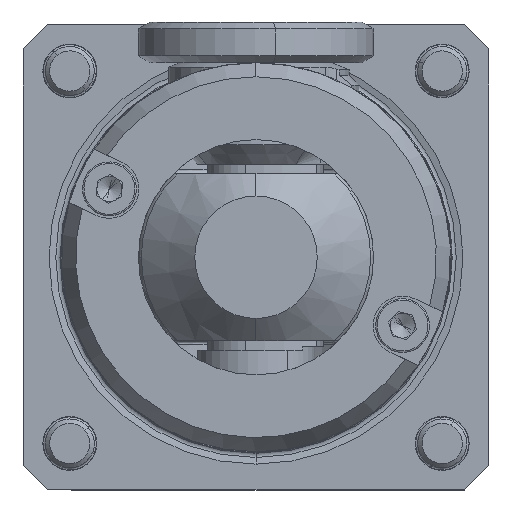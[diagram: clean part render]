
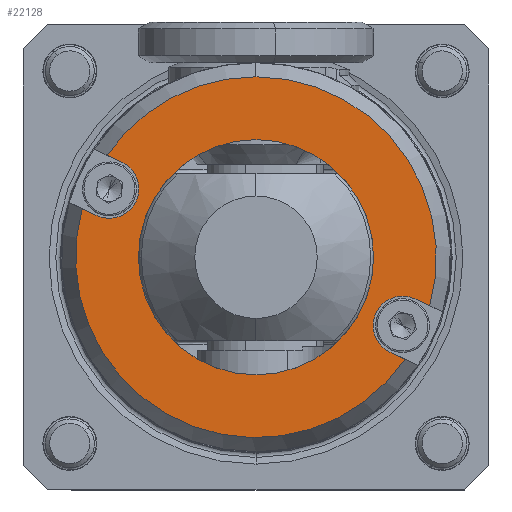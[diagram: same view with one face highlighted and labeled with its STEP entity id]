
A CAD part, left-side view. The second image highlights one B-rep face of the part: STEP entity #22128.
In plain terms, the highlighted planar face has unit normal (-1, 0, 0).
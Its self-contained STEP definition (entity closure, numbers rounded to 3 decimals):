
#106 = EDGE_CURVE ( 'NONE', #13673, #21587, #4052, .T. ) ;
#558 = CARTESIAN_POINT ( 'NONE',  ( -58., 12., 0. ) ) ;
#649 = VECTOR ( 'NONE', #26707, 1000. ) ;
#976 = FACE_BOUND ( 'NONE', #10553, .T. ) ;
#1224 = LINE ( 'NONE', #20195, #7546 ) ;
#1496 = CARTESIAN_POINT ( 'NONE',  ( -58., 0., 0. ) ) ;
#1682 = DIRECTION ( 'NONE',  ( 1., 0., 0. ) ) ;
#2075 = CARTESIAN_POINT ( 'NONE',  ( -58., 0., 0. ) ) ;
#2155 = EDGE_CURVE ( 'NONE', #20112, #9016, #12417, .T. ) ;
#2204 = DIRECTION ( 'NONE',  ( 0., 0., -1. ) ) ;
#2743 = CARTESIAN_POINT ( 'NONE',  ( -58., -17.727, -4.956 ) ) ;
#2940 = DIRECTION ( 'NONE',  ( 0., 0., 1. ) ) ;
#3136 = DIRECTION ( 'NONE',  ( 1., 0., 0. ) ) ;
#3216 = EDGE_LOOP ( 'NONE', ( #4966, #4630, #3682, #21665, #3565, #24639, #23783, #24296, #9046, #23193, #23675 ) ) ;
#3274 = CIRCLE ( 'NONE', #28638, 18.407 ) ;
#3565 = ORIENTED_EDGE ( 'NONE', *, *, #28469, .F. ) ;
#3630 = AXIS2_PLACEMENT_3D ( 'NONE', #8693, #25103, #11105 ) ;
#3682 = ORIENTED_EDGE ( 'NONE', *, *, #9301, .F. ) ;
#3783 = DIRECTION ( 'NONE',  ( 0., -0.906, -0.423 ) ) ;
#3885 = CARTESIAN_POINT ( 'NONE',  ( -58., 0., 0. ) ) ;
#4052 = CIRCLE ( 'NONE', #12104, 18.407 ) ;
#4480 = DIRECTION ( 'NONE',  ( 0., 0., -1. ) ) ;
#4630 = ORIENTED_EDGE ( 'NONE', *, *, #27343, .F. ) ;
#4966 = ORIENTED_EDGE ( 'NONE', *, *, #7514, .F. ) ;
#6006 = CARTESIAN_POINT ( 'NONE',  ( -58., 15.191, 10.394 ) ) ;
#6210 = DIRECTION ( 'NONE',  ( 1., 0., 0. ) ) ;
#6250 = DIRECTION ( 'NONE',  ( 0., 0., -1. ) ) ;
#6276 = DIRECTION ( 'NONE',  ( 0., 0., -1. ) ) ;
#7055 = CIRCLE ( 'NONE', #3630, 3. ) ;
#7489 = AXIS2_PLACEMENT_3D ( 'NONE', #28108, #14061, #30433 ) ;
#7494 = CARTESIAN_POINT ( 'NONE',  ( -58., 13.782, 9.737 ) ) ;
#7514 = EDGE_CURVE ( 'NONE', #16144, #19378, #12229, .T. ) ;
#7546 = VECTOR ( 'NONE', #3783, 1000. ) ;
#7789 = CIRCLE ( 'NONE', #7489, 3. ) ;
#8052 = VERTEX_POINT ( 'NONE', #19203 ) ;
#8141 = DIRECTION ( 'NONE',  ( -1., 0., 0. ) ) ;
#8191 = CARTESIAN_POINT ( 'NONE',  ( -58., 0., -18.407 ) ) ;
#8693 = CARTESIAN_POINT ( 'NONE',  ( -58., 14.954, 6.973 ) ) ;
#8788 = LINE ( 'NONE', #7494, #14961 ) ;
#9016 = VERTEX_POINT ( 'NONE', #13574 ) ;
#9046 = ORIENTED_EDGE ( 'NONE', *, *, #24818, .F. ) ;
#9301 = EDGE_CURVE ( 'NONE', #29502, #24269, #8788, .T. ) ;
#9350 = LINE ( 'NONE', #29292, #27346 ) ;
#9484 = CARTESIAN_POINT ( 'NONE',  ( -58., -16.222, -4.254 ) ) ;
#9869 = EDGE_CURVE ( 'NONE', #21587, #29028, #1224, .T. ) ;
#9908 = PLANE ( 'NONE',  #17128 ) ;
#10022 = EDGE_CURVE ( 'NONE', #9016, #20112, #27372, .T. ) ;
#10424 = EDGE_CURVE ( 'NONE', #8052, #29502, #9350, .T. ) ;
#10553 = EDGE_LOOP ( 'NONE', ( #15363, #18460 ) ) ;
#10587 = CARTESIAN_POINT ( 'NONE',  ( -58., 0., -12. ) ) ;
#11105 = DIRECTION ( 'NONE',  ( 0., 0., 1. ) ) ;
#11345 = EDGE_CURVE ( 'NONE', #19378, #26905, #7789, .T. ) ;
#11674 = DIRECTION ( 'NONE',  ( 0., 0.906, 0.423 ) ) ;
#12104 = AXIS2_PLACEMENT_3D ( 'NONE', #29869, #6210, #6250 ) ;
#12229 = LINE ( 'NONE', #25656, #12963 ) ;
#12268 = DIRECTION ( 'NONE',  ( 0., 0.906, 0.423 ) ) ;
#12417 = CIRCLE ( 'NONE', #24098, 12. ) ;
#12718 = CARTESIAN_POINT ( 'NONE',  ( -58., -16.516, -11.012 ) ) ;
#12963 = VECTOR ( 'NONE', #11674, 1000. ) ;
#13574 = CARTESIAN_POINT ( 'NONE',  ( -58., 0., 12. ) ) ;
#13673 = VERTEX_POINT ( 'NONE', #8191 ) ;
#13692 = CARTESIAN_POINT ( 'NONE',  ( -58., 16.222, 4.254 ) ) ;
#14061 = DIRECTION ( 'NONE',  ( -1., 0., 0. ) ) ;
#14961 = VECTOR ( 'NONE', #12268, 1000. ) ;
#15281 = EDGE_CURVE ( 'NONE', #26905, #28333, #21117, .T. ) ;
#15363 = ORIENTED_EDGE ( 'NONE', *, *, #2155, .T. ) ;
#16144 = VERTEX_POINT ( 'NONE', #2743 ) ;
#16587 = CIRCLE ( 'NONE', #26631, 18.407 ) ;
#16821 = CARTESIAN_POINT ( 'NONE',  ( -58., 17.727, 4.956 ) ) ;
#16988 = DIRECTION ( 'NONE',  ( -1., 0., 0. ) ) ;
#17128 = AXIS2_PLACEMENT_3D ( 'NONE', #558, #16988, #2940 ) ;
#17192 = CARTESIAN_POINT ( 'NONE',  ( -58., 0., 0. ) ) ;
#18460 = ORIENTED_EDGE ( 'NONE', *, *, #10022, .T. ) ;
#18527 = DIRECTION ( 'NONE',  ( 1., 0., 0. ) ) ;
#18717 = AXIS2_PLACEMENT_3D ( 'NONE', #22160, #8141, #24552 ) ;
#19203 = CARTESIAN_POINT ( 'NONE',  ( -58., 13.782, 9.735 ) ) ;
#19378 = VERTEX_POINT ( 'NONE', #9484 ) ;
#19553 = DIRECTION ( 'NONE',  ( 0., 0., -1. ) ) ;
#19717 = FACE_OUTER_BOUND ( 'NONE', #3216, .T. ) ;
#20112 = VERTEX_POINT ( 'NONE', #10587 ) ;
#20195 = CARTESIAN_POINT ( 'NONE',  ( -58., 19.051, 5.574 ) ) ;
#20309 = DIRECTION ( 'NONE',  ( 1., 0., 0. ) ) ;
#21117 = CIRCLE ( 'NONE', #18717, 3. ) ;
#21284 = CARTESIAN_POINT ( 'NONE',  ( -58., -14.954, -3.973 ) ) ;
#21567 = AXIS2_PLACEMENT_3D ( 'NONE', #2075, #18527, #4480 ) ;
#21587 = VERTEX_POINT ( 'NONE', #16821 ) ;
#21665 = ORIENTED_EDGE ( 'NONE', *, *, #10424, .F. ) ;
#22128 = ADVANCED_FACE ( 'NONE', ( #19717, #976 ), #9908, .T. ) ;
#22131 = DIRECTION ( 'NONE',  ( 0., -0.269, 0.963 ) ) ;
#22160 = CARTESIAN_POINT ( 'NONE',  ( -58., -14.954, -6.973 ) ) ;
#23151 = VERTEX_POINT ( 'NONE', #29226 ) ;
#23193 = ORIENTED_EDGE ( 'NONE', *, *, #15281, .F. ) ;
#23675 = ORIENTED_EDGE ( 'NONE', *, *, #11345, .F. ) ;
#23783 = ORIENTED_EDGE ( 'NONE', *, *, #106, .F. ) ;
#24098 = AXIS2_PLACEMENT_3D ( 'NONE', #1496, #1682, #2204 ) ;
#24269 = VERTEX_POINT ( 'NONE', #6006 ) ;
#24296 = ORIENTED_EDGE ( 'NONE', *, *, #29307, .F. ) ;
#24552 = DIRECTION ( 'NONE',  ( 0., 0., 1. ) ) ;
#24639 = ORIENTED_EDGE ( 'NONE', *, *, #9869, .F. ) ;
#24818 = EDGE_CURVE ( 'NONE', #28333, #23151, #25672, .T. ) ;
#25103 = DIRECTION ( 'NONE',  ( -1., 0., 0. ) ) ;
#25656 = CARTESIAN_POINT ( 'NONE',  ( -58., -16.222, -4.254 ) ) ;
#25672 = LINE ( 'NONE', #12718, #649 ) ;
#26631 = AXIS2_PLACEMENT_3D ( 'NONE', #3885, #20309, #6276 ) ;
#26707 = DIRECTION ( 'NONE',  ( 0., -0.906, -0.423 ) ) ;
#26905 = VERTEX_POINT ( 'NONE', #21284 ) ;
#26959 = CARTESIAN_POINT ( 'NONE',  ( -58., -13.686, -9.692 ) ) ;
#27343 = EDGE_CURVE ( 'NONE', #24269, #16144, #16587, .T. ) ;
#27346 = VECTOR ( 'NONE', #22131, 1000. ) ;
#27372 = CIRCLE ( 'NONE', #21567, 12. ) ;
#28108 = CARTESIAN_POINT ( 'NONE',  ( -58., -14.954, -6.973 ) ) ;
#28333 = VERTEX_POINT ( 'NONE', #26959 ) ;
#28469 = EDGE_CURVE ( 'NONE', #29028, #8052, #7055, .T. ) ;
#28638 = AXIS2_PLACEMENT_3D ( 'NONE', #17192, #3136, #19553 ) ;
#29028 = VERTEX_POINT ( 'NONE', #13692 ) ;
#29226 = CARTESIAN_POINT ( 'NONE',  ( -58., -15.191, -10.394 ) ) ;
#29292 = CARTESIAN_POINT ( 'NONE',  ( -58., 13.782, 9.735 ) ) ;
#29307 = EDGE_CURVE ( 'NONE', #23151, #13673, #3274, .T. ) ;
#29502 = VERTEX_POINT ( 'NONE', #29835 ) ;
#29835 = CARTESIAN_POINT ( 'NONE',  ( -58., 13.782, 9.737 ) ) ;
#29869 = CARTESIAN_POINT ( 'NONE',  ( -58., 0., 0. ) ) ;
#30433 = DIRECTION ( 'NONE',  ( 0., 0., 1. ) ) ;
